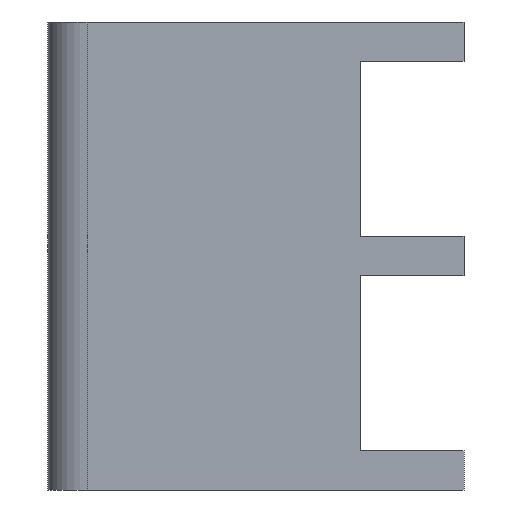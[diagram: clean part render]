
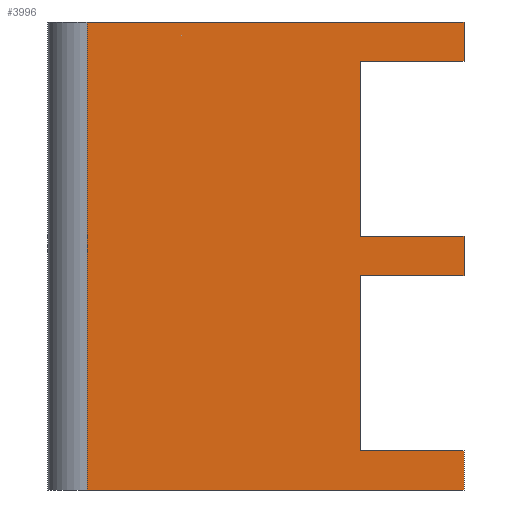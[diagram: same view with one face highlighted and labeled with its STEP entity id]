
A CAD part, left-side view. The second image highlights one B-rep face of the part: STEP entity #3996.
In plain terms, the highlighted planar face has unit normal (-1, 0, 0).
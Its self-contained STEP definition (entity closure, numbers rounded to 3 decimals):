
#70 = DIRECTION ( 'NONE',  ( 0., 0., -1. ) ) ;
#95 = EDGE_CURVE ( 'NONE', #232, #3610, #1442, .T. ) ;
#114 = VECTOR ( 'NONE', #2521, 1000. ) ;
#125 = EDGE_CURVE ( 'NONE', #1011, #3081, #1170, .T. ) ;
#203 = AXIS2_PLACEMENT_3D ( 'NONE', #3168, #2802, #4210 ) ;
#232 = VERTEX_POINT ( 'NONE', #3705 ) ;
#259 = LINE ( 'NONE', #3746, #562 ) ;
#431 = VECTOR ( 'NONE', #3306, 1000. ) ;
#450 = LINE ( 'NONE', #2122, #2401 ) ;
#454 = ORIENTED_EDGE ( 'NONE', *, *, #593, .F. ) ;
#562 = VECTOR ( 'NONE', #2667, 1000. ) ;
#593 = EDGE_CURVE ( 'NONE', #3610, #2618, #3316, .T. ) ;
#615 = CARTESIAN_POINT ( 'NONE',  ( -9., -16., 1.5 ) ) ;
#638 = VECTOR ( 'NONE', #3387, 1000. ) ;
#664 = ORIENTED_EDGE ( 'NONE', *, *, #3400, .F. ) ;
#821 = DIRECTION ( 'NONE',  ( 0., 0., -1. ) ) ;
#824 = CARTESIAN_POINT ( 'NONE',  ( -9., -16., 18. ) ) ;
#922 = ORIENTED_EDGE ( 'NONE', *, *, #3799, .T. ) ;
#935 = CARTESIAN_POINT ( 'NONE',  ( -9., -12., 16.5 ) ) ;
#942 = LINE ( 'NONE', #1719, #2327 ) ;
#964 = LINE ( 'NONE', #1032, #638 ) ;
#983 = DIRECTION ( 'NONE',  ( 0., -1., 0. ) ) ;
#1005 = CARTESIAN_POINT ( 'NONE',  ( -9., -16., 18. ) ) ;
#1011 = VERTEX_POINT ( 'NONE', #615 ) ;
#1032 = CARTESIAN_POINT ( 'NONE',  ( -9., -1.5, 18. ) ) ;
#1067 = VECTOR ( 'NONE', #4374, 1000. ) ;
#1085 = CARTESIAN_POINT ( 'NONE',  ( -9., -16., 18. ) ) ;
#1170 = LINE ( 'NONE', #3224, #2673 ) ;
#1223 = VECTOR ( 'NONE', #70, 1000. ) ;
#1226 = EDGE_CURVE ( 'NONE', #2637, #232, #2792, .T. ) ;
#1308 = CARTESIAN_POINT ( 'NONE',  ( -9., -12., 9.75 ) ) ;
#1442 = LINE ( 'NONE', #4241, #114 ) ;
#1538 = DIRECTION ( 'NONE',  ( 0., -1., 0. ) ) ;
#1541 = ORIENTED_EDGE ( 'NONE', *, *, #95, .F. ) ;
#1615 = EDGE_CURVE ( 'NONE', #3278, #1011, #942, .T. ) ;
#1628 = LINE ( 'NONE', #1308, #4376 ) ;
#1644 = EDGE_CURVE ( 'NONE', #3454, #3559, #964, .T. ) ;
#1719 = CARTESIAN_POINT ( 'NONE',  ( -9., -16., 1.5 ) ) ;
#1735 = CARTESIAN_POINT ( 'NONE',  ( -9., -1.5, 0. ) ) ;
#1755 = LINE ( 'NONE', #3980, #431 ) ;
#2035 = ORIENTED_EDGE ( 'NONE', *, *, #1615, .F. ) ;
#2122 = CARTESIAN_POINT ( 'NONE',  ( -9., -16., 0. ) ) ;
#2207 = EDGE_LOOP ( 'NONE', ( #4357, #2035, #2747, #3995, #664, #2723, #454, #1541, #3756, #4128, #4382, #922 ) ) ;
#2222 = CARTESIAN_POINT ( 'NONE',  ( -9., -16., 18. ) ) ;
#2244 = CARTESIAN_POINT ( 'NONE',  ( -9., -1.5, 18. ) ) ;
#2327 = VECTOR ( 'NONE', #3455, 1000. ) ;
#2401 = VECTOR ( 'NONE', #3596, 1000. ) ;
#2521 = DIRECTION ( 'NONE',  ( 0., 1., 0. ) ) ;
#2567 = DIRECTION ( 'NONE',  ( 0., 0., -1. ) ) ;
#2618 = VERTEX_POINT ( 'NONE', #3058 ) ;
#2623 = EDGE_CURVE ( 'NONE', #2618, #4225, #1628, .T. ) ;
#2633 = LINE ( 'NONE', #824, #3208 ) ;
#2637 = VERTEX_POINT ( 'NONE', #1005 ) ;
#2667 = DIRECTION ( 'NONE',  ( 0., 1., 0. ) ) ;
#2673 = VECTOR ( 'NONE', #821, 1000. ) ;
#2697 = VECTOR ( 'NONE', #1538, 1000. ) ;
#2723 = ORIENTED_EDGE ( 'NONE', *, *, #2623, .F. ) ;
#2747 = ORIENTED_EDGE ( 'NONE', *, *, #2783, .F. ) ;
#2783 = EDGE_CURVE ( 'NONE', #3675, #3278, #1755, .T. ) ;
#2792 = LINE ( 'NONE', #1085, #1223 ) ;
#2802 = DIRECTION ( 'NONE',  ( 1., 0., 0. ) ) ;
#2875 = PLANE ( 'NONE',  #203 ) ;
#2957 = CARTESIAN_POINT ( 'NONE',  ( -9., -16., 9.75 ) ) ;
#2979 = CARTESIAN_POINT ( 'NONE',  ( -9., -16., 8.25 ) ) ;
#3058 = CARTESIAN_POINT ( 'NONE',  ( -9., -12., 9.75 ) ) ;
#3081 = VERTEX_POINT ( 'NONE', #3678 ) ;
#3128 = VERTEX_POINT ( 'NONE', #2979 ) ;
#3168 = CARTESIAN_POINT ( 'NONE',  ( -9., -16., 18. ) ) ;
#3175 = CARTESIAN_POINT ( 'NONE',  ( -9., -12., 1.5 ) ) ;
#3193 = FACE_OUTER_BOUND ( 'NONE', #2207, .T. ) ;
#3208 = VECTOR ( 'NONE', #2567, 1000. ) ;
#3224 = CARTESIAN_POINT ( 'NONE',  ( -9., -16., 18. ) ) ;
#3278 = VERTEX_POINT ( 'NONE', #3175 ) ;
#3306 = DIRECTION ( 'NONE',  ( 0., 0., -1. ) ) ;
#3316 = LINE ( 'NONE', #4055, #1067 ) ;
#3387 = DIRECTION ( 'NONE',  ( 0., 0., -1. ) ) ;
#3400 = EDGE_CURVE ( 'NONE', #4225, #3128, #2633, .T. ) ;
#3436 = EDGE_CURVE ( 'NONE', #3454, #2637, #4035, .T. ) ;
#3454 = VERTEX_POINT ( 'NONE', #2244 ) ;
#3455 = DIRECTION ( 'NONE',  ( 0., -1., 0. ) ) ;
#3559 = VERTEX_POINT ( 'NONE', #1735 ) ;
#3596 = DIRECTION ( 'NONE',  ( 0., -1., 0. ) ) ;
#3610 = VERTEX_POINT ( 'NONE', #935 ) ;
#3675 = VERTEX_POINT ( 'NONE', #4482 ) ;
#3678 = CARTESIAN_POINT ( 'NONE',  ( -9., -16., 0. ) ) ;
#3705 = CARTESIAN_POINT ( 'NONE',  ( -9., -16., 16.5 ) ) ;
#3746 = CARTESIAN_POINT ( 'NONE',  ( -9., -12., 8.25 ) ) ;
#3756 = ORIENTED_EDGE ( 'NONE', *, *, #1226, .F. ) ;
#3799 = EDGE_CURVE ( 'NONE', #3559, #3081, #450, .T. ) ;
#3980 = CARTESIAN_POINT ( 'NONE',  ( -9., -12., 1.5 ) ) ;
#3995 = ORIENTED_EDGE ( 'NONE', *, *, #4360, .F. ) ;
#3996 = ADVANCED_FACE ( 'NONE', ( #3193 ), #2875, .F. ) ;
#4035 = LINE ( 'NONE', #2222, #2697 ) ;
#4055 = CARTESIAN_POINT ( 'NONE',  ( -9., -12., 16.5 ) ) ;
#4128 = ORIENTED_EDGE ( 'NONE', *, *, #3436, .F. ) ;
#4210 = DIRECTION ( 'NONE',  ( 0., 1., 0. ) ) ;
#4225 = VERTEX_POINT ( 'NONE', #2957 ) ;
#4241 = CARTESIAN_POINT ( 'NONE',  ( -9., -16., 16.5 ) ) ;
#4357 = ORIENTED_EDGE ( 'NONE', *, *, #125, .F. ) ;
#4360 = EDGE_CURVE ( 'NONE', #3128, #3675, #259, .T. ) ;
#4374 = DIRECTION ( 'NONE',  ( 0., 0., -1. ) ) ;
#4376 = VECTOR ( 'NONE', #983, 1000. ) ;
#4382 = ORIENTED_EDGE ( 'NONE', *, *, #1644, .T. ) ;
#4482 = CARTESIAN_POINT ( 'NONE',  ( -9., -12., 8.25 ) ) ;
